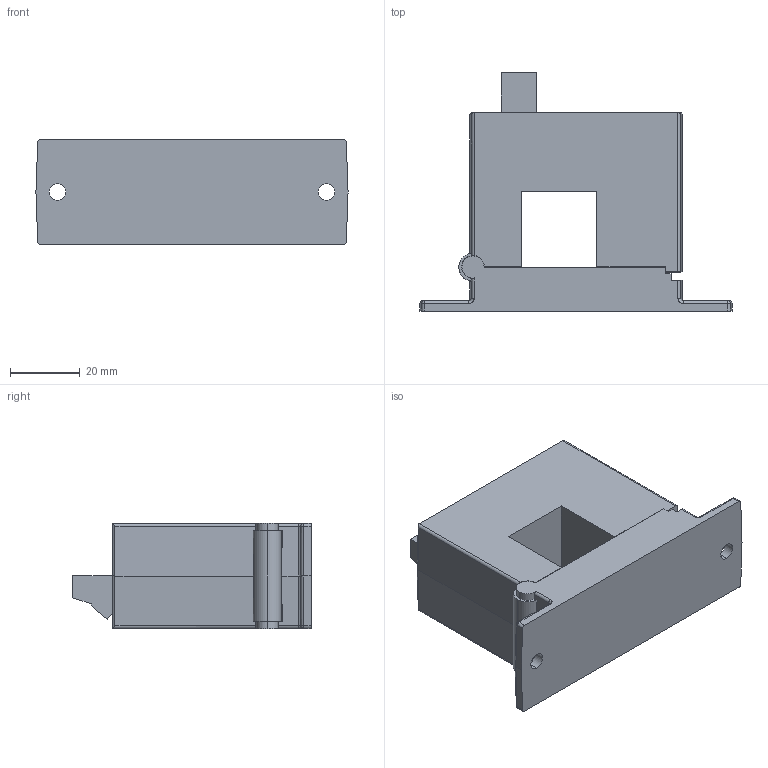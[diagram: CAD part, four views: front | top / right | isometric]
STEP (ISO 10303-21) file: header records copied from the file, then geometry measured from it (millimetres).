
FILE_DESCRIPTION (( 'STEP AP214' ), '1' );
FILE_NAME ('ACTR005-42L-S.step', '2018-05-03T12:15:16', ( '' ), ( '' ), 'SwSTEP 2.0', 'SolidWorks 2017', '' );
FILE_SCHEMA (( 'AUTOMOTIVE_DESIGN' ));
Length unit declared in the file: inch
Products named in the file (1): ACTR005-42L-S
Bounding box: 89.7 x 68.6 x 30.2 mm (x, y, z)
Volume: 92868.7 mm3; surface area: 21939.2 mm2
Topology: 5 solids, 5 shells, 125 faces, 333 edges, 210 vertices
Faces by surface type: plane 67, cylinder 50, sphere 4, bspline 4
Entity records: 4057 total; most frequent: CARTESIAN_POINT 923, ORIENTED_EDGE 658, DIRECTION 617, EDGE_CURVE 329, VERTEX_POINT 210, AXIS2_PLACEMENT_3D 208, LINE 201, VECTOR 201
